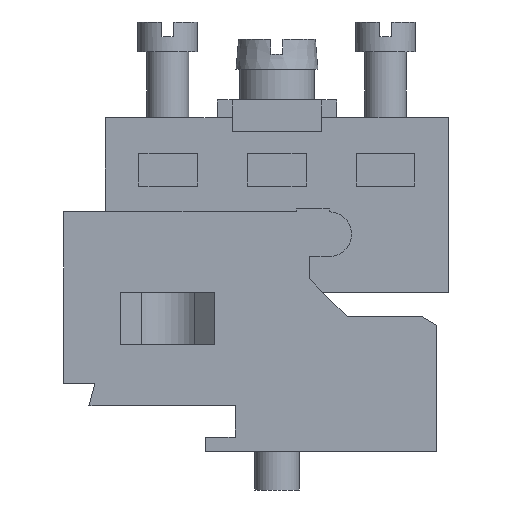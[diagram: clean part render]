
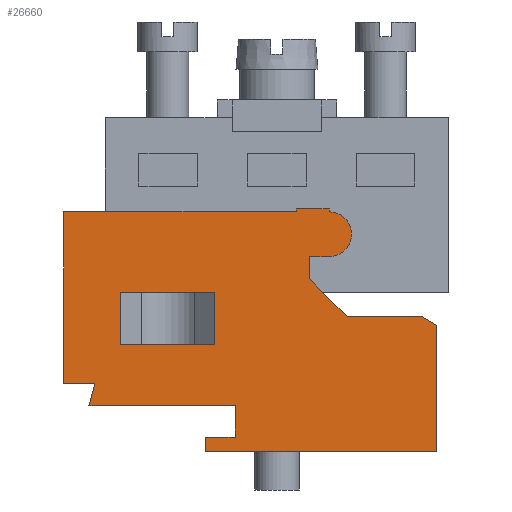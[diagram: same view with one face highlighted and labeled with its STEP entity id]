
A CAD part, left-side view. The second image highlights one B-rep face of the part: STEP entity #26660.
In plain terms, the highlighted planar face has unit normal (-1, 0, 0).
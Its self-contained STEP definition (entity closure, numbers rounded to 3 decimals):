
#23030=CARTESIAN_POINT('',(-24.376,20.5,6.8));
#23040=VERTEX_POINT('',#23030);
#23070=CARTESIAN_POINT('',(-24.376,20.5,-20.648));
#23080=DIRECTION('',(0.,0.,-1.));
#23090=VECTOR('',#23080,1.);
#23100=LINE('',#23070,#23090);
#23110=CARTESIAN_POINT('',(-24.376,20.5,8.8));
#23120=VERTEX_POINT('',#23110);
#23130=EDGE_CURVE('',#23120,#23040,#23100,.T.);
#24150=CARTESIAN_POINT('',(-24.376,21.5,-6.7));
#24160=VERTEX_POINT('',#24150);
#24190=CARTESIAN_POINT('',(-24.376,13.,-6.7));
#24200=DIRECTION('',(0.,1.,0.));
#24210=VECTOR('',#24200,1.);
#24220=LINE('',#24190,#24210);
#24230=CARTESIAN_POINT('',(-24.376,13.,-6.7));
#24240=VERTEX_POINT('',#24230);
#24250=EDGE_CURVE('',#24240,#24160,#24220,.T.);
#24710=CARTESIAN_POINT('',(-24.376,21.5,-20.648));
#24720=DIRECTION('',(0.,0.,-1.));
#24730=VECTOR('',#24720,1.);
#24740=LINE('',#24710,#24730);
#24750=CARTESIAN_POINT('',(-24.376,21.5,8.8));
#24760=VERTEX_POINT('',#24750);
#24770=EDGE_CURVE('',#24760,#24160,#24740,.T.);
#24970=CARTESIAN_POINT('',(-24.376,96.546,
-20.648));
#24980=DIRECTION('',(1.,0.,0.));
#24990=DIRECTION('',(0.,0.,1.));
#25000=AXIS2_PLACEMENT_3D('',#24970,#24980,#24990);
#25010=PLANE('',#25000);
#25020=CARTESIAN_POINT('',(-24.376,14.3,-20.648));
#25030=DIRECTION('',(0.,0.,-1.));
#25040=VECTOR('',#25030,1.);
#25050=LINE('',#25020,#25040);
#25060=CARTESIAN_POINT('',(-24.376,14.3,14.476));
#25070=VERTEX_POINT('',#25060);
#25080=CARTESIAN_POINT('',(-24.376,14.3,8.204));
#25090=VERTEX_POINT('',#25080);
#25100=EDGE_CURVE('',#25070,#25090,#25050,.T.);
#25110=ORIENTED_EDGE('',*,*,#25100,.F.);
#25120=CARTESIAN_POINT('',(-24.376,96.546,
8.204));
#25130=DIRECTION('',(0.,1.,0.));
#25140=VECTOR('',#25130,1.);
#25150=LINE('',#25120,#25140);
#25160=CARTESIAN_POINT('',(-24.376,10.8,8.204));
#25170=VERTEX_POINT('',#25160);
#25180=EDGE_CURVE('',#25170,#25090,#25150,.T.);
#25190=ORIENTED_EDGE('',*,*,#25180,.T.);
#25200=CARTESIAN_POINT('',(-24.376,10.8,-20.648));
#25210=DIRECTION('',(0.,0.,-1.));
#25220=VECTOR('',#25210,1.);
#25230=LINE('',#25200,#25220);
#25240=CARTESIAN_POINT('',(-24.376,10.8,14.476));
#25250=VERTEX_POINT('',#25240);
#25260=EDGE_CURVE('',#25250,#25170,#25230,.T.);
#25270=ORIENTED_EDGE('',*,*,#25260,.T.);
#25280=CARTESIAN_POINT('',(-24.376,96.546,
14.476));
#25290=DIRECTION('',(0.,1.,0.));
#25300=VECTOR('',#25290,1.);
#25310=LINE('',#25280,#25300);
#25320=EDGE_CURVE('',#25250,#25070,#25310,.T.);
#25330=ORIENTED_EDGE('',*,*,#25320,.F.);
#25340=EDGE_LOOP('',(#25330,#25270,#25190,#25110));
#25350=FACE_BOUND('',#25340,.T.);
#25360=CARTESIAN_POINT('',(-24.376,20.5,6.8));
#25370=DIRECTION('',(0.,-1.,0.));
#25380=VECTOR('',#25370,1.);
#25390=LINE('',#25360,#25380);
#25400=CARTESIAN_POINT('',(-24.376,18.4,6.8));
#25410=VERTEX_POINT('',#25400);
#25420=EDGE_CURVE('',#23040,#25410,#25390,.T.);
#25430=ORIENTED_EDGE('',*,*,#25420,.F.);
#25440=CARTESIAN_POINT('',(-24.376,18.4,6.8));
#25450=DIRECTION('',(0.,0.,1.));
#25460=VECTOR('',#25450,1.);
#25470=LINE('',#25440,#25460);
#25480=CARTESIAN_POINT('',(-24.376,18.4,16.6));
#25490=VERTEX_POINT('',#25480);
#25500=EDGE_CURVE('',#25410,#25490,#25470,.T.);
#25510=ORIENTED_EDGE('',*,*,#25500,.F.);
#25520=CARTESIAN_POINT('',(-24.376,17.771,
16.431));
#25530=DIRECTION('',(0.,-0.966,
-0.259));
#25540=VECTOR('',#25530,1.);
#25550=LINE('',#25520,#25540);
#25560=CARTESIAN_POINT('',(-24.376,16.9,16.198));
#25570=VERTEX_POINT('',#25560);
#25580=EDGE_CURVE('',#25490,#25570,#25550,.T.);
#25590=ORIENTED_EDGE('',*,*,#25580,.F.);
#25600=CARTESIAN_POINT('',(-24.376,16.9,16.198));
#25610=DIRECTION('',(0.,0.,1.));
#25620=VECTOR('',#25610,1.);
#25630=LINE('',#25600,#25620);
#25640=CARTESIAN_POINT('',(-24.376,16.9,18.3));
#25650=VERTEX_POINT('',#25640);
#25660=EDGE_CURVE('',#25570,#25650,#25630,.T.);
#25670=ORIENTED_EDGE('',*,*,#25660,.F.);
#25680=CARTESIAN_POINT('',(-24.376,16.9,18.3));
#25690=DIRECTION('',(0.,-1.,0.));
#25700=VECTOR('',#25690,1.);
#25710=LINE('',#25680,#25700);
#25720=CARTESIAN_POINT('',(-24.376,5.4,18.3));
#25730=VERTEX_POINT('',#25720);
#25740=EDGE_CURVE('',#25650,#25730,#25710,.T.);
#25750=ORIENTED_EDGE('',*,*,#25740,.F.);
#25760=CARTESIAN_POINT('',(-24.376,5.4,16.8));
#25770=DIRECTION('',(0.,0.,-1.));
#25780=VECTOR('',#25770,1.);
#25790=LINE('',#25760,#25780);
#25800=CARTESIAN_POINT('',(-24.376,5.4,2.7));
#25810=VERTEX_POINT('',#25800);
#25820=EDGE_CURVE('',#25730,#25810,#25790,.T.);
#25830=ORIENTED_EDGE('',*,*,#25820,.F.);
#25840=CARTESIAN_POINT('',(-24.376,5.2,2.7));
#25850=DIRECTION('',(0.,1.,0.));
#25860=VECTOR('',#25850,1.);
#25870=LINE('',#25840,#25860);
#25880=CARTESIAN_POINT('',(-24.376,5.2,2.7));
#25890=VERTEX_POINT('',#25880);
#25900=EDGE_CURVE('',#25890,#25810,#25870,.T.);
#25910=ORIENTED_EDGE('',*,*,#25900,.T.);
#25920=CARTESIAN_POINT('',(-24.376,5.2,0.5));
#25930=DIRECTION('',(0.,0.,1.));
#25940=VECTOR('',#25930,1.);
#25950=LINE('',#25920,#25940);
#25960=CARTESIAN_POINT('',(-24.376,5.2,0.5));
#25970=VERTEX_POINT('',#25960);
#25980=EDGE_CURVE('',#25970,#25890,#25950,.T.);
#25990=ORIENTED_EDGE('',*,*,#25980,.T.);
#26000=CARTESIAN_POINT('',(-24.376,5.4,0.5));
#26010=DIRECTION('',(0.,-1.,0.));
#26020=VECTOR('',#26010,1.);
#26030=LINE('',#26000,#26020);
#26040=CARTESIAN_POINT('',(-24.376,5.4,0.5));
#26050=VERTEX_POINT('',#26040);
#26060=EDGE_CURVE('',#26050,#25970,#26030,.T.);
#26070=ORIENTED_EDGE('',*,*,#26060,.T.);
#26080=CARTESIAN_POINT('',(-24.376,6.9,0.5));
#26090=DIRECTION('',(1.,0.,0.));
#26100=DIRECTION('',(0.,0.,1.));
#26110=AXIS2_PLACEMENT_3D('',#26080,#26090,#26100);
#26120=CIRCLE('',#26110,1.5);
#26130=CARTESIAN_POINT('',(-24.376,8.4,0.5));
#26140=VERTEX_POINT('',#26130);
#26150=EDGE_CURVE('',#26050,#26140,#26120,.T.);
#26160=ORIENTED_EDGE('',*,*,#26150,.F.);
#26170=CARTESIAN_POINT('',(-24.376,8.4,0.5));
#26180=DIRECTION('',(0.,0.,1.));
#26190=VECTOR('',#26180,1.);
#26200=LINE('',#26170,#26190);
#26210=CARTESIAN_POINT('',(-24.376,8.4,1.8));
#26220=VERTEX_POINT('',#26210);
#26230=EDGE_CURVE('',#26140,#26220,#26200,.T.);
#26240=ORIENTED_EDGE('',*,*,#26230,.F.);
#26250=CARTESIAN_POINT('',(-24.376,8.4,1.8));
#26260=DIRECTION('',(0.,1.,0.));
#26270=VECTOR('',#26260,1.);
#26280=LINE('',#26250,#26270);
#26290=CARTESIAN_POINT('',(-24.376,9.9,1.8));
#26300=VERTEX_POINT('',#26290);
#26310=EDGE_CURVE('',#26220,#26300,#26280,.T.);
#26320=ORIENTED_EDGE('',*,*,#26310,.F.);
#26330=CARTESIAN_POINT('',(-24.376,9.9,1.8));
#26340=DIRECTION('',(0.,0.707,
-0.707));
#26350=VECTOR('',#26340,1.);
#26360=LINE('',#26330,#26350);
#26370=CARTESIAN_POINT('',(-24.376,12.4,-0.7));
#26380=VERTEX_POINT('',#26370);
#26390=EDGE_CURVE('',#26300,#26380,#26360,.T.);
#26400=ORIENTED_EDGE('',*,*,#26390,.F.);
#26410=CARTESIAN_POINT('',(-24.376,12.4,-20.648));
#26420=DIRECTION('',(0.,0.,-1.));
#26430=VECTOR('',#26420,1.);
#26440=LINE('',#26410,#26430);
#26450=CARTESIAN_POINT('',(-24.376,12.4,-5.661));
#26460=VERTEX_POINT('',#26450);
#26470=EDGE_CURVE('',#26380,#26460,#26440,.T.);
#26480=ORIENTED_EDGE('',*,*,#26470,.F.);
#26490=CARTESIAN_POINT('',(-24.376,21.053,
-20.648));
#26500=DIRECTION('',(0.,-0.5,
0.866));
#26510=VECTOR('',#26500,1.);
#26520=LINE('',#26490,#26510);
#26530=EDGE_CURVE('',#24240,#26460,#26520,.T.);
#26540=ORIENTED_EDGE('',*,*,#26530,.T.);
#26550=ORIENTED_EDGE('',*,*,#24250,.F.);
#26560=ORIENTED_EDGE('',*,*,#24770,.T.);
#26570=CARTESIAN_POINT('',(-24.376,96.546,8.8));
#26580=DIRECTION('',(0.,-1.,0.));
#26590=VECTOR('',#26580,1.);
#26600=LINE('',#26570,#26590);
#26610=EDGE_CURVE('',#24760,#23120,#26600,.T.);
#26620=ORIENTED_EDGE('',*,*,#26610,.F.);
#26630=ORIENTED_EDGE('',*,*,#23130,.F.);
#26640=EDGE_LOOP('',(#26630,#26620,#26560,#26550,#26540,#26480,#26400,
#26320,#26240,#26160,#26070,#25990,#25910,#25830,#25750,#25670,#25590,
#25510,#25430));
#26650=FACE_OUTER_BOUND('',#26640,.T.);
#26660=ADVANCED_FACE('',(#25350,#26650),#25010,.F.);
